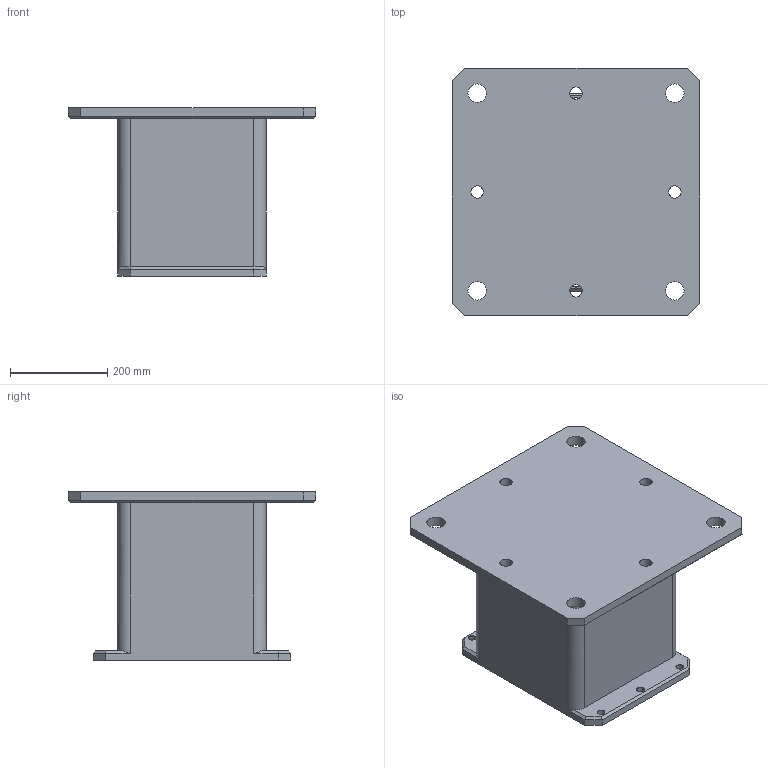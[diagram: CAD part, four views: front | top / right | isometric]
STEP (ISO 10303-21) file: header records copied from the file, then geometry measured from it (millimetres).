
FILE_DESCRIPTION (( 'STEP AP203' ), '1' );
FILE_NAME ('D1002661 Foot, Stand, Test, BSC-ISI+Quad + HAM-ISI, aLIGO.STEP', '2011-03-30T22:15:47', ( '' ), ( '' ), 'SwSTEP 2.0', 'SolidWorks 2010', '' );
FILE_SCHEMA (( 'CONFIG_CONTROL_DESIGN' ));
Length unit declared in the file: inch
Products named in the file (1): D1002661 Foot, Stand, Test, BSC-ISI+Quad + HAM-ISI, aLIGO
Bounding box: 508 x 508 x 346.07 mm (x, y, z)
Volume: 12237635.6 mm3; surface area: 1491937.1 mm2
Topology: 1 solids, 1 shells, 127 faces, 308 edges, 186 vertices
Faces by surface type: plane 47, cone 42, cylinder 38
Entity records: 3811 total; most frequent: DIRECTION 678, CARTESIAN_POINT 634, ORIENTED_EDGE 616, EDGE_CURVE 308, AXIS2_PLACEMENT_3D 246, VECTOR 186, LINE 186, VERTEX_POINT 186
